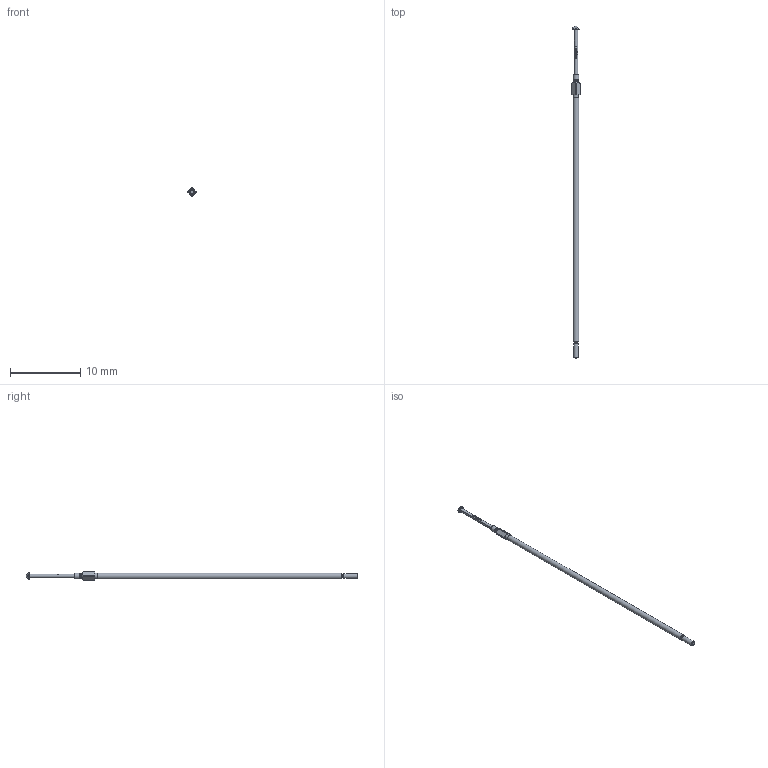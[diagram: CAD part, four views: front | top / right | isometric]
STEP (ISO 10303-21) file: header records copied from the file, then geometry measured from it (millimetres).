
FILE_DESCRIPTION (( 'STEP AP203' ), '1' );
FILE_NAME ('INGUN_GKS-050_307_090_A_xx03_M.STEP', '2025-03-18T14:20:48', ( '' ), ( '' ), 'SwSTEP 2.0', 'SolidWorks 2023', '' );
FILE_SCHEMA (( 'CONFIG_CONTROL_DESIGN' ));
Length unit declared in the file: millimetre
Products named in the file (1): INGUN_GKS-050_307_090_A_xx03_M
Bounding box: 1.15 x 47.3 x 1.15 mm (x, y, z)
Volume: 21.5 mm3; surface area: 114.1 mm2
Topology: 1 solids, 1 shells, 112 faces, 282 edges, 182 vertices
Faces by surface type: plane 52, cylinder 24, bspline 22, torus 8, cone 6
Entity records: 3687 total; most frequent: CARTESIAN_POINT 1100, ORIENTED_EDGE 564, DIRECTION 457, EDGE_CURVE 282, VERTEX_POINT 182, AXIS2_PLACEMENT_3D 181, EDGE_LOOP 122, FACE_OUTER_BOUND 112
